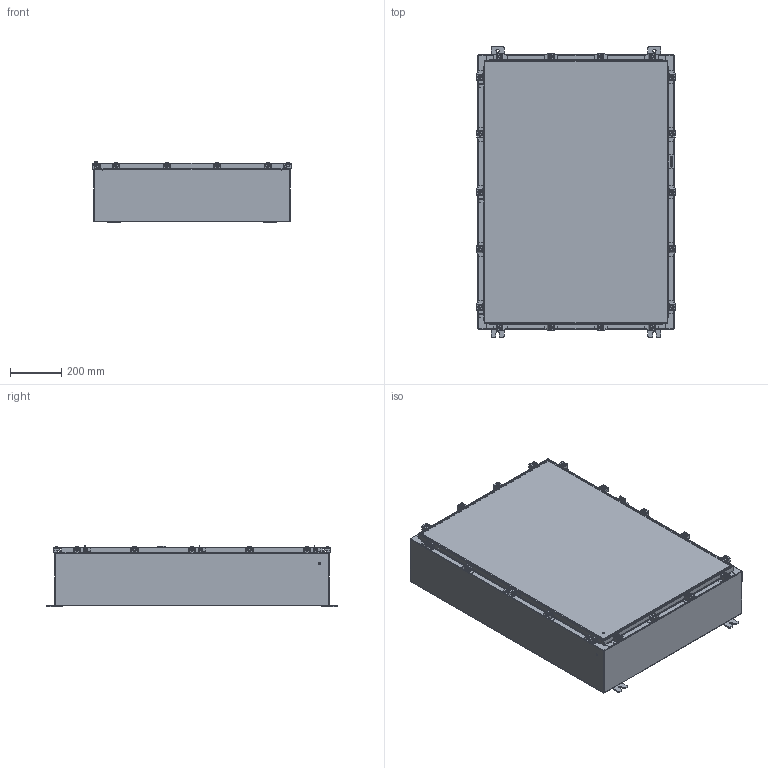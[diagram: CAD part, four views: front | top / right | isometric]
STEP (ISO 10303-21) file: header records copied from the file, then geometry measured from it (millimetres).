
FILE_DESCRIPTION (( 'STEP AP203' ), '1' );
FILE_NAME ('EX42H3008SS6WP.STEP', '2015-04-07T13:12:00', ( 'changeme' ), ( 'Microsoft' ), 'SwSTEP 2.0', 'SolidWorks 2014', '' );
FILE_SCHEMA (( 'CONFIG_CONTROL_DESIGN' ));
Length unit declared in the file: inch
Products named in the file (25): EX42H3008SS6WP Standard Clamps; EX42H3008SS6WP Padlock Hasp; Special Clamp Assembly; EX42H3008SS6WP Cover; EX42H3008SS6WP Padlock Staple; EX42H3008SS6WP Body; EX42H3008SS6WP Enclosure Stiffener; EX42H3008SS6WP Bottom; EX42H3008SS6WP Clamp Bracket; EX42H3008SS6WP Top; 22101002_RTP29; EX42H3008SS6WP Special Clamp; 30X10 Clamp Bracket2; 22104005_DEFAULT_RTP30; EX42H3008SS6WP Backpanel; ATEX CLAMP HINGE BRAKET; N-WMT04X30402202210-00 22101002; Clamp Top_RTP31; EX42H3008SS6WP Mounting Studs; HW-CLN-NH-20330; N-WMT04X30402202210-00 22104005_DEFAULT; EX42H3008SS6WP Clamp Assembly; Quarter-20 CD Stud; EX42H3008SS6WP; N-WMT04X30402202210-00 Clamp Top
Assembly tree (53 placements, depth 4):
  EX42H3008SS6WP
    EX42H3008SS6WP Backpanel
    EX42H3008SS6WP Mounting Studs  x6
    Quarter-20 CD Stud  x2
    EX42H3008SS6WP Padlock Hasp
    EX42H3008SS6WP Padlock Staple
    EX42H3008SS6WP Enclosure Stiffener
    EX42H3008SS6WP Standard Clamps  x15
      EX42H3008SS6WP Clamp Bracket
      EX42H3008SS6WP Clamp Assembly
        22101002_RTP29  x2
        22104005_DEFAULT_RTP30
        Clamp Top_RTP31
    EX42H3008SS6WP Cover
    EX42H3008SS6WP Body
    EX42H3008SS6WP Bottom
    EX42H3008SS6WP Top
    EX42H3008SS6WP Special Clamp  x3
      30X10 Clamp Bracket2
      Special Clamp Assembly
        N-WMT04X30402202210-00 22101002  x2
        N-WMT04X30402202210-00 22104005_DEFAULT
        N-WMT04X30402202210-00 Clamp Top
    ATEX CLAMP HINGE BRAKET  x3
    HW-CLN-NH-20330  x4
Bounding box: 772.7 x 1130.3 x 240.1 mm (x, y, z)
Volume: 7175641.5 mm3; surface area: 6982565.3 mm2
Topology: 116 solids, 116 shells, 2878 faces, 7123 edges, 4530 vertices
Faces by surface type: plane 1525, cylinder 1123, cone 130, torus 86, bspline 14
Entity records: 24470 total; most frequent: CARTESIAN_POINT 4237, DIRECTION 3623, ORIENTED_EDGE 3370, EDGE_CURVE 1685, AXIS2_PLACEMENT_3D 1252, LINE 1119, VECTOR 1119, VERTEX_POINT 1022
